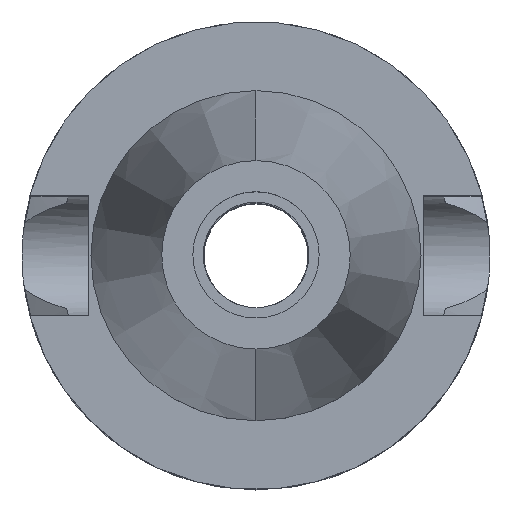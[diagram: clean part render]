
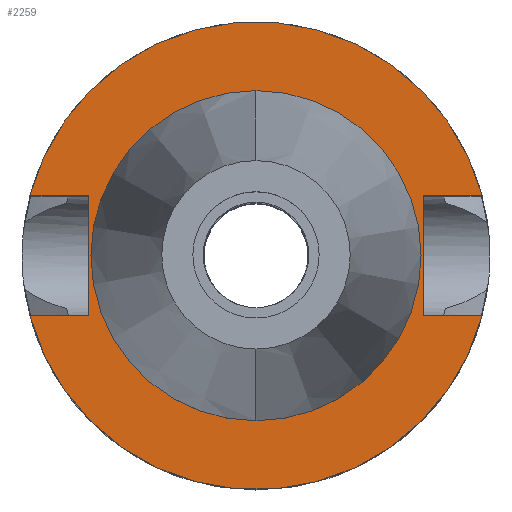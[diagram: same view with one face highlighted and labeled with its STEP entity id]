
A CAD part, top view. The second image highlights one B-rep face of the part: STEP entity #2259.
In plain terms, the highlighted planar face has unit normal (0, 0, 1).
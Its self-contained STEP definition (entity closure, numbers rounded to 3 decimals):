
#50 = CIRCLE ( 'NONE', #3116, 31.5 ) ;
#53 = CARTESIAN_POINT ( 'NONE',  ( 0., 0., -2. ) ) ;
#76 = EDGE_CURVE ( 'NONE', #3250, #1993, #3581, .T. ) ;
#126 = CARTESIAN_POINT ( 'NONE',  ( -22.5, -8.05, -2. ) ) ;
#227 = CARTESIAN_POINT ( 'NONE',  ( 0., 0., -2. ) ) ;
#250 = CARTESIAN_POINT ( 'NONE',  ( 0., 22.225, -2. ) ) ;
#273 = EDGE_CURVE ( 'NONE', #379, #3165, #2062, .T. ) ;
#276 = LINE ( 'NONE', #1663, #1387 ) ;
#277 = DIRECTION ( 'NONE',  ( 0., 0., 1. ) ) ;
#379 = VERTEX_POINT ( 'NONE', #3301 ) ;
#410 = AXIS2_PLACEMENT_3D ( 'NONE', #53, #616, #2841 ) ;
#434 = EDGE_CURVE ( 'NONE', #379, #3206, #1000, .T. ) ;
#481 = ORIENTED_EDGE ( 'NONE', *, *, #76, .F. ) ;
#491 = DIRECTION ( 'NONE',  ( 0., 0., -1. ) ) ;
#523 = PLANE ( 'NONE',  #1681 ) ;
#598 = LINE ( 'NONE', #2609, #1745 ) ;
#602 = CARTESIAN_POINT ( 'NONE',  ( 0., -22.225, -2. ) ) ;
#616 = DIRECTION ( 'NONE',  ( 0., 0., -1. ) ) ;
#640 = CIRCLE ( 'NONE', #410, 31.5 ) ;
#717 = DIRECTION ( 'NONE',  ( 0., 1., 0. ) ) ;
#791 = FACE_OUTER_BOUND ( 'NONE', #912, .T. ) ;
#836 = CARTESIAN_POINT ( 'NONE',  ( 30.454, -8.05, -2. ) ) ;
#838 = ORIENTED_EDGE ( 'NONE', *, *, #1585, .T. ) ;
#912 = EDGE_LOOP ( 'NONE', ( #838, #2966, #3599, #1407, #1829, #2557, #1909, #3033 ) ) ;
#949 = VERTEX_POINT ( 'NONE', #2637 ) ;
#967 = LINE ( 'NONE', #126, #1825 ) ;
#1000 = LINE ( 'NONE', #1048, #1469 ) ;
#1048 = CARTESIAN_POINT ( 'NONE',  ( 22.5, 8.05, -2. ) ) ;
#1053 = DIRECTION ( 'NONE',  ( 0., -1., 0. ) ) ;
#1198 = CARTESIAN_POINT ( 'NONE',  ( 30.454, 8.05, -2. ) ) ;
#1215 = DIRECTION ( 'NONE',  ( 0., -1., 0. ) ) ;
#1307 = DIRECTION ( 'NONE',  ( 1., 0., 0. ) ) ;
#1373 = DIRECTION ( 'NONE',  ( 0., 1., 0. ) ) ;
#1387 = VECTOR ( 'NONE', #1373, 1000. ) ;
#1407 = ORIENTED_EDGE ( 'NONE', *, *, #273, .F. ) ;
#1469 = VECTOR ( 'NONE', #1307, 1000. ) ;
#1494 = CARTESIAN_POINT ( 'NONE',  ( 22.5, 8.05, -2. ) ) ;
#1517 = LINE ( 'NONE', #3303, #3231 ) ;
#1556 = DIRECTION ( 'NONE',  ( 0., 0., -1. ) ) ;
#1585 = EDGE_CURVE ( 'NONE', #949, #3481, #967, .T. ) ;
#1598 = CARTESIAN_POINT ( 'NONE',  ( 0., 0., -2. ) ) ;
#1663 = CARTESIAN_POINT ( 'NONE',  ( -22.5, -8.05, -2. ) ) ;
#1681 = AXIS2_PLACEMENT_3D ( 'NONE', #227, #491, #1053 ) ;
#1708 = DIRECTION ( 'NONE',  ( 1., 0., 0. ) ) ;
#1745 = VECTOR ( 'NONE', #1708, 1000. ) ;
#1825 = VECTOR ( 'NONE', #2894, 1000. ) ;
#1829 = ORIENTED_EDGE ( 'NONE', *, *, #434, .T. ) ;
#1855 = EDGE_CURVE ( 'NONE', #2370, #3206, #50, .T. ) ;
#1861 = AXIS2_PLACEMENT_3D ( 'NONE', #1598, #2729, #2449 ) ;
#1909 = ORIENTED_EDGE ( 'NONE', *, *, #2925, .F. ) ;
#1940 = DIRECTION ( 'NONE',  ( -1., 0., 0. ) ) ;
#1993 = VERTEX_POINT ( 'NONE', #250 ) ;
#2036 = CIRCLE ( 'NONE', #1861, 22.225 ) ;
#2062 = LINE ( 'NONE', #1494, #2821 ) ;
#2072 = EDGE_LOOP ( 'NONE', ( #2375, #481 ) ) ;
#2119 = CARTESIAN_POINT ( 'NONE',  ( -30.454, 8.05, -2. ) ) ;
#2186 = FACE_BOUND ( 'NONE', #2072, .T. ) ;
#2259 = ADVANCED_FACE ( 'NONE', ( #791, #2186 ), #523, .F. ) ;
#2370 = VERTEX_POINT ( 'NONE', #2119 ) ;
#2375 = ORIENTED_EDGE ( 'NONE', *, *, #3035, .F. ) ;
#2408 = EDGE_CURVE ( 'NONE', #949, #2578, #276, .T. ) ;
#2449 = DIRECTION ( 'NONE',  ( 0., 1., 0. ) ) ;
#2527 = CARTESIAN_POINT ( 'NONE',  ( -30.454, -8.05, -2. ) ) ;
#2557 = ORIENTED_EDGE ( 'NONE', *, *, #1855, .F. ) ;
#2578 = VERTEX_POINT ( 'NONE', #3614 ) ;
#2609 = CARTESIAN_POINT ( 'NONE',  ( 22.5, -8.05, -2. ) ) ;
#2637 = CARTESIAN_POINT ( 'NONE',  ( -22.5, -8.05, -2. ) ) ;
#2718 = VERTEX_POINT ( 'NONE', #836 ) ;
#2729 = DIRECTION ( 'NONE',  ( 0., 0., 1. ) ) ;
#2821 = VECTOR ( 'NONE', #1215, 1000. ) ;
#2841 = DIRECTION ( 'NONE',  ( 0., -1., 0. ) ) ;
#2843 = CARTESIAN_POINT ( 'NONE',  ( 0., 0., -2. ) ) ;
#2862 = CARTESIAN_POINT ( 'NONE',  ( 22.5, -8.05, -2. ) ) ;
#2894 = DIRECTION ( 'NONE',  ( -1., 0., 0. ) ) ;
#2925 = EDGE_CURVE ( 'NONE', #2578, #2370, #1517, .T. ) ;
#2966 = ORIENTED_EDGE ( 'NONE', *, *, #3080, .F. ) ;
#3033 = ORIENTED_EDGE ( 'NONE', *, *, #2408, .F. ) ;
#3035 = EDGE_CURVE ( 'NONE', #1993, #3250, #2036, .T. ) ;
#3061 = AXIS2_PLACEMENT_3D ( 'NONE', #2843, #277, #3083 ) ;
#3080 = EDGE_CURVE ( 'NONE', #2718, #3481, #640, .T. ) ;
#3083 = DIRECTION ( 'NONE',  ( 0., -1., 0. ) ) ;
#3116 = AXIS2_PLACEMENT_3D ( 'NONE', #3242, #1556, #717 ) ;
#3132 = EDGE_CURVE ( 'NONE', #3165, #2718, #598, .T. ) ;
#3165 = VERTEX_POINT ( 'NONE', #2862 ) ;
#3206 = VERTEX_POINT ( 'NONE', #1198 ) ;
#3231 = VECTOR ( 'NONE', #1940, 1000. ) ;
#3242 = CARTESIAN_POINT ( 'NONE',  ( 0., 0., -2. ) ) ;
#3250 = VERTEX_POINT ( 'NONE', #602 ) ;
#3301 = CARTESIAN_POINT ( 'NONE',  ( 22.5, 8.05, -2. ) ) ;
#3303 = CARTESIAN_POINT ( 'NONE',  ( -22.5, 8.05, -2. ) ) ;
#3481 = VERTEX_POINT ( 'NONE', #2527 ) ;
#3581 = CIRCLE ( 'NONE', #3061, 22.225 ) ;
#3599 = ORIENTED_EDGE ( 'NONE', *, *, #3132, .F. ) ;
#3614 = CARTESIAN_POINT ( 'NONE',  ( -22.5, 8.05, -2. ) ) ;
